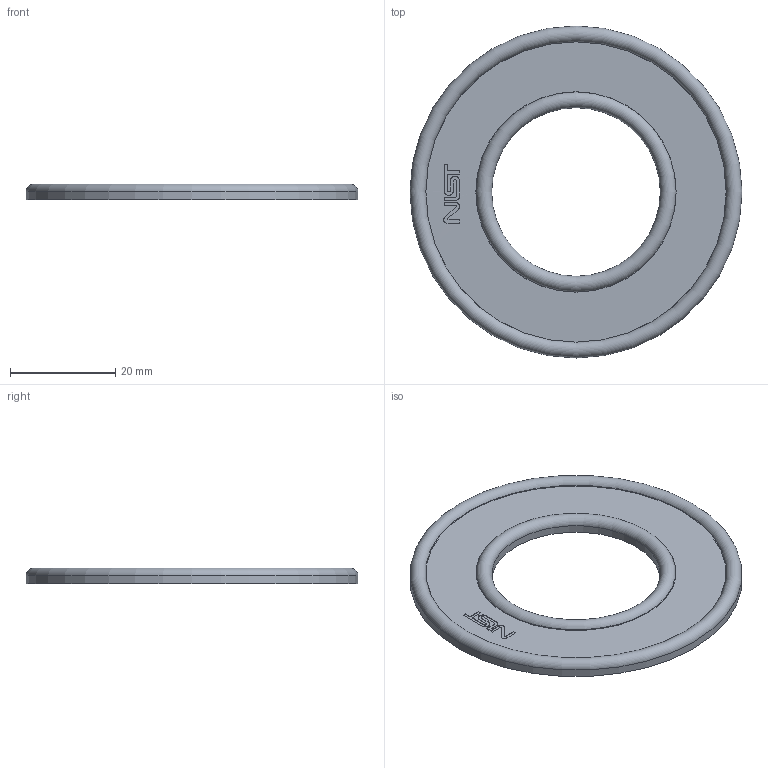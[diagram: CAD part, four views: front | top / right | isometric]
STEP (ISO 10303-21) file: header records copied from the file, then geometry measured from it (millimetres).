
FILE_DESCRIPTION(('FTC-11 geometry with PMI representation and/or presentation','from the NIST MBE PMI Validation and Conformance Testing Project','https://go.usa.gov/mGVm'),'2;1');
FILE_NAME('nist_ftc_11_asme1_ap242-e1.stp','2022-02-16T17:24:26+06:00',(''),(''),'','','');
FILE_SCHEMA(('AP242_MANAGED_MODEL_BASED_3D_ENGINEERING_MIM_LF { 1 0 10303 442 1 1 4 }'));
Length unit declared in the file: millimetre
Products named in the file (1): nist_ftc_11_asme1_rb
Bounding box: 63 x 63 x 3 mm (x, y, z)
Volume: 5135.1 mm3; surface area: 5473.6 mm2
Topology: 1 solids, 1 shells, 42 faces, 112 edges, 74 vertices
Faces by surface type: plane 26, cylinder 12, torus 4
Full cylindrical faces by diameter (mm): 32 x1, 63 x1
Entity records: 1989 total; most frequent: CARTESIAN_POINT 315, DIRECTION 298, ORIENTED_EDGE 208, AXIS2_PLACEMENT_3D 111, EDGE_CURVE 104, LINE 76, VECTOR 76, VERTEX_POINT 72
